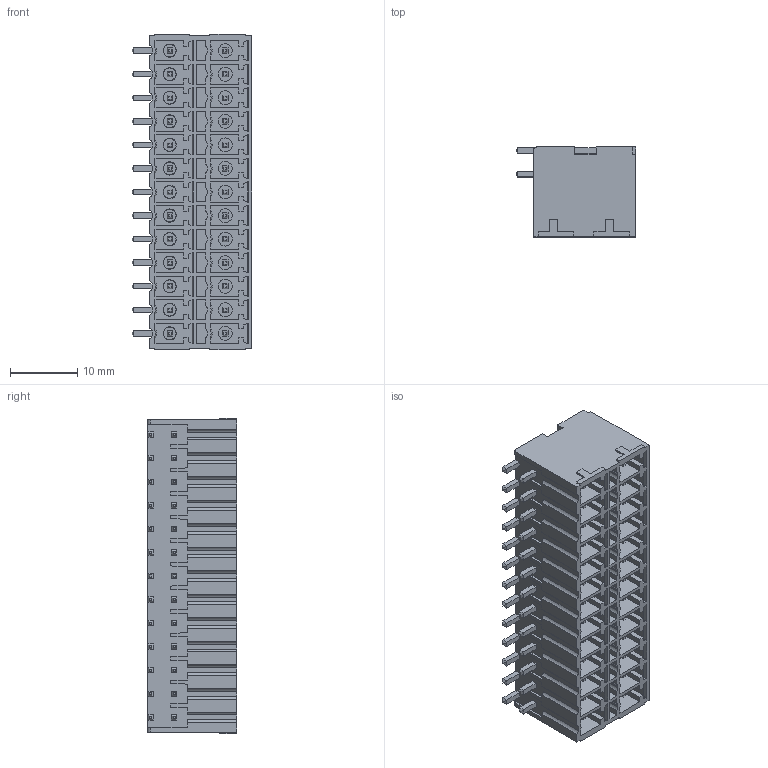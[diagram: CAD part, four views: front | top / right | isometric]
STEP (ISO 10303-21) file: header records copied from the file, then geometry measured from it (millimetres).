
FILE_DESCRIPTION((''),'2;1');
FILE_NAME('TLPHDC-007R-1','2024-09-14T10:23:38',('sheji109'),(''),'CREO PARAMETRIC BY PTC INC, 2018100','CREO PARAMETRIC BY PTC INC, 2018100','');
FILE_SCHEMA(('AUTOMOTIVE_DESIGN { 1 0 10303 214 1 1 1 1 }'));
Length unit declared in the file: millimetre
Products named in the file (1): TLPHDC-007R-1
Bounding box: 17.8 x 13.3 x 46.9 mm (x, y, z)
Volume: 6353.9 mm3; surface area: 8219.6 mm2
Topology: 1 solids, 1 shells, 1433 faces, 3734 edges, 2420 vertices
Faces by surface type: plane 1275, cylinder 106, cone 52
Entity records: 43236 total; most frequent: CARTESIAN_POINT 7853, ORIENTED_EDGE 7468, DIRECTION 6834, EDGE_CURVE 3734, VECTOR 3392, LINE 3392, VERTEX_POINT 2420, AXIS2_PLACEMENT_3D 1721
